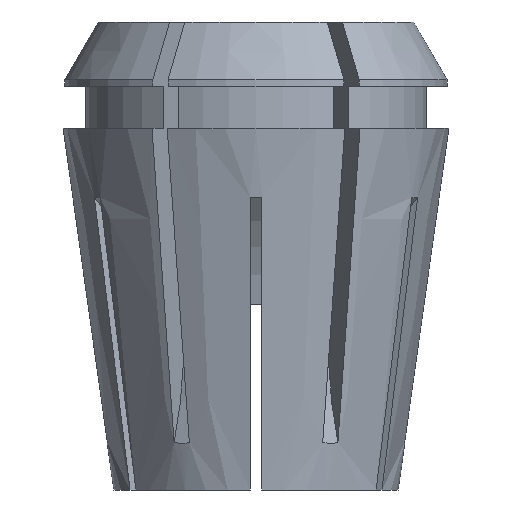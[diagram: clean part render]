
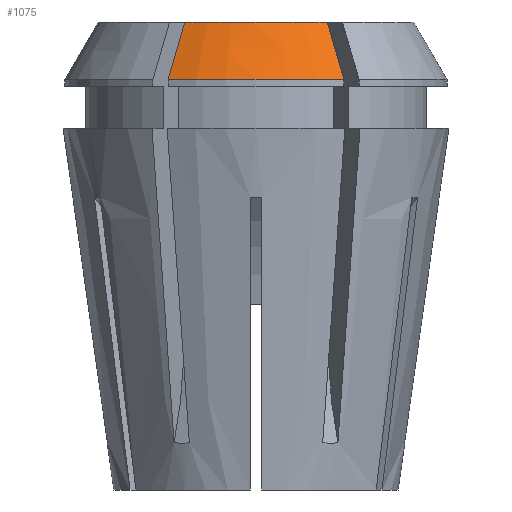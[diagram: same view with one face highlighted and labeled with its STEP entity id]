
A CAD part, front view. The second image highlights one B-rep face of the part: STEP entity #1075.
In plain terms, the highlighted conical face has half-angle 30 degrees and reference radius 16.35 mm.
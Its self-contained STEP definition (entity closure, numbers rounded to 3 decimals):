
#124 = CONICAL_SURFACE ( 'NONE', #1384, 16.35, 0.524 ) ;
#214 = CARTESIAN_POINT ( 'NONE',  ( -7.041, -13.696, 36.709 ) ) ;
#231 = DIRECTION ( 'NONE',  ( -1., 0., 0. ) ) ;
#347 = CARTESIAN_POINT ( 'NONE',  ( 0., 0., 35.063 ) ) ;
#355 = CARTESIAN_POINT ( 'NONE',  ( 6.566, -12.872, 38.354 ) ) ;
#362 = CARTESIAN_POINT ( 'NONE',  ( -6.09, -12.048, 40. ) ) ;
#377 = B_SPLINE_CURVE_WITH_KNOTS ( 'NONE', 3,
 ( #2075, #3922, #214, #1168 ),
 .UNSPECIFIED., .F., .F.,
 ( 4, 4 ),
 ( 0., 0.006 ),
 .UNSPECIFIED. ) ;
#682 = VERTEX_POINT ( 'NONE', #2120 ) ;
#712 = ORIENTED_EDGE ( 'NONE', *, *, #3807, .T. ) ;
#994 = DIRECTION ( 'NONE',  ( -1., 0., 0. ) ) ;
#1010 = ORIENTED_EDGE ( 'NONE', *, *, #3842, .T. ) ;
#1018 = CARTESIAN_POINT ( 'NONE',  ( -7.517, -14.52, 35.063 ) ) ;
#1075 = ADVANCED_FACE ( 'NONE', ( #3964 ), #124, .T. ) ;
#1168 = CARTESIAN_POINT ( 'NONE',  ( -7.517, -14.52, 35.063 ) ) ;
#1194 = ORIENTED_EDGE ( 'NONE', *, *, #3933, .F. ) ;
#1384 = AXIS2_PLACEMENT_3D ( 'NONE', #347, #2818, #994 ) ;
#1455 = CARTESIAN_POINT ( 'NONE',  ( 0., 0., 40. ) ) ;
#1794 = AXIS2_PLACEMENT_3D ( 'NONE', #3990, #2129, #2438 ) ;
#1803 = EDGE_LOOP ( 'NONE', ( #712, #1010, #1194, #3300 ) ) ;
#2075 = CARTESIAN_POINT ( 'NONE',  ( -6.09, -12.048, 40. ) ) ;
#2120 = CARTESIAN_POINT ( 'NONE',  ( 6.09, -12.048, 40. ) ) ;
#2129 = DIRECTION ( 'NONE',  ( 0., 0., -1. ) ) ;
#2138 = AXIS2_PLACEMENT_3D ( 'NONE', #1455, #3966, #231 ) ;
#2215 = VERTEX_POINT ( 'NONE', #1018 ) ;
#2438 = DIRECTION ( 'NONE',  ( -1., 0., 0. ) ) ;
#2511 = CARTESIAN_POINT ( 'NONE',  ( 7.041, -13.696, 36.709 ) ) ;
#2525 = CARTESIAN_POINT ( 'NONE',  ( 6.09, -12.048, 40. ) ) ;
#2732 = EDGE_CURVE ( 'NONE', #682, #3136, #3589, .T. ) ;
#2745 = CIRCLE ( 'NONE', #2138, 13.499 ) ;
#2818 = DIRECTION ( 'NONE',  ( 0., 0., -1. ) ) ;
#2939 = CARTESIAN_POINT ( 'NONE',  ( 7.517, -14.52, 35.063 ) ) ;
#3126 = CARTESIAN_POINT ( 'NONE',  ( 7.517, -14.52, 35.063 ) ) ;
#3136 = VERTEX_POINT ( 'NONE', #2939 ) ;
#3300 = ORIENTED_EDGE ( 'NONE', *, *, #2732, .F. ) ;
#3489 = VERTEX_POINT ( 'NONE', #362 ) ;
#3562 = CIRCLE ( 'NONE', #1794, 16.35 ) ;
#3589 = B_SPLINE_CURVE_WITH_KNOTS ( 'NONE', 3,
 ( #2525, #355, #2511, #3126 ),
 .UNSPECIFIED., .F., .F.,
 ( 4, 4 ),
 ( 0., 0.006 ),
 .UNSPECIFIED. ) ;
#3807 = EDGE_CURVE ( 'NONE', #682, #3489, #2745, .T. ) ;
#3842 = EDGE_CURVE ( 'NONE', #3489, #2215, #377, .T. ) ;
#3922 = CARTESIAN_POINT ( 'NONE',  ( -6.566, -12.872, 38.354 ) ) ;
#3933 = EDGE_CURVE ( 'NONE', #3136, #2215, #3562, .T. ) ;
#3964 = FACE_OUTER_BOUND ( 'NONE', #1803, .T. ) ;
#3966 = DIRECTION ( 'NONE',  ( 0., 0., -1. ) ) ;
#3990 = CARTESIAN_POINT ( 'NONE',  ( 0., 0., 35.063 ) ) ;
